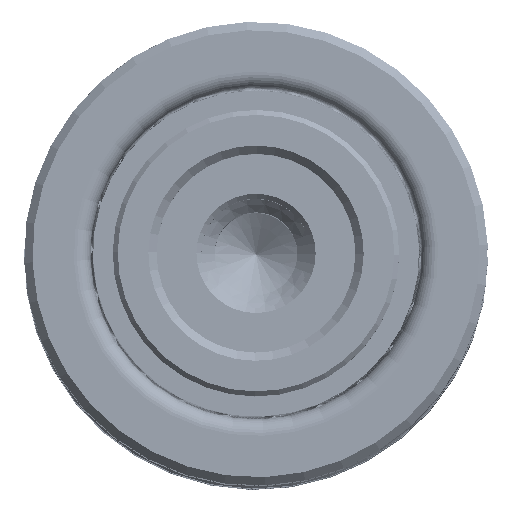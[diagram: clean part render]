
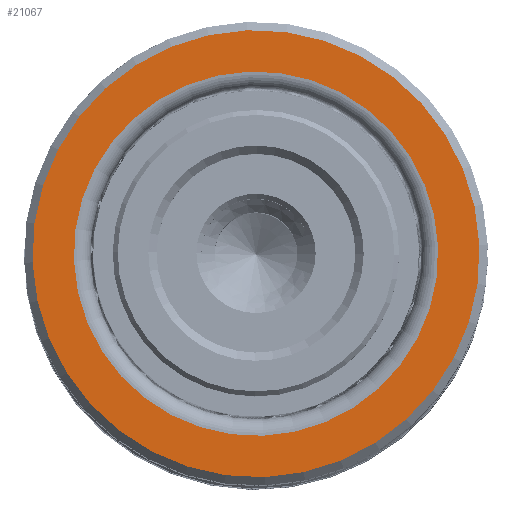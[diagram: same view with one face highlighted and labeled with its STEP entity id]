
A CAD part, top view. The second image highlights one B-rep face of the part: STEP entity #21067.
In plain terms, the highlighted face is planar.
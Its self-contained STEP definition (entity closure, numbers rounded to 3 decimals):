
#1201 = AXIS2_PLACEMENT_3D ( 'NONE', #19876, #2215, #22872 ) ;
#2215 = DIRECTION ( 'NONE',  ( 0., 0., 1. ) ) ;
#3902 = ORIENTED_EDGE ( 'NONE', *, *, #31576, .T. ) ;
#3989 = AXIS2_PLACEMENT_3D ( 'NONE', #11973, #32665, #14939 ) ;
#4534 = EDGE_LOOP ( 'NONE', ( #3902, #20016 ) ) ;
#5066 = DIRECTION ( 'NONE',  ( 0., 0., 1. ) ) ;
#7278 = VERTEX_POINT ( 'NONE', #35427 ) ;
#9128 = VERTEX_POINT ( 'NONE', #18533 ) ;
#9308 = CARTESIAN_POINT ( 'NONE',  ( 13.5, 0., 0. ) ) ;
#10623 = CARTESIAN_POINT ( 'NONE',  ( 0., 0., 0. ) ) ;
#10867 = PLANE ( 'NONE',  #31231 ) ;
#11973 = CARTESIAN_POINT ( 'NONE',  ( 0., 0., 0. ) ) ;
#12841 = EDGE_CURVE ( 'NONE', #31122, #9128, #29735, .T. ) ;
#13439 = CIRCLE ( 'NONE', #3989, 13.5 ) ;
#13613 = DIRECTION ( 'NONE',  ( 1., 0., 0. ) ) ;
#13987 = CIRCLE ( 'NONE', #24992, 13.5 ) ;
#14939 = DIRECTION ( 'NONE',  ( 1., 0., 0. ) ) ;
#16556 = CARTESIAN_POINT ( 'NONE',  ( 0., 0., 0. ) ) ;
#16876 = CARTESIAN_POINT ( 'NONE',  ( 0., 0., 0. ) ) ;
#16944 = ORIENTED_EDGE ( 'NONE', *, *, #17859, .T. ) ;
#17384 = CARTESIAN_POINT ( 'NONE',  ( -11., 0., 0. ) ) ;
#17859 = EDGE_CURVE ( 'NONE', #7278, #33712, #13987, .T. ) ;
#18533 = CARTESIAN_POINT ( 'NONE',  ( 11., 0., 0. ) ) ;
#18625 = CIRCLE ( 'NONE', #28074, 11. ) ;
#19844 = DIRECTION ( 'NONE',  ( 1., 0., 0. ) ) ;
#19876 = CARTESIAN_POINT ( 'NONE',  ( 0., 0., 0. ) ) ;
#19917 = FACE_OUTER_BOUND ( 'NONE', #36793, .T. ) ;
#20016 = ORIENTED_EDGE ( 'NONE', *, *, #12841, .T. ) ;
#21067 = ADVANCED_FACE ( 'NONE', ( #27819, #19917 ), #10867, .F. ) ;
#21774 = EDGE_CURVE ( 'NONE', #33712, #7278, #13439, .T. ) ;
#22872 = DIRECTION ( 'NONE',  ( 1., 0., 0. ) ) ;
#24992 = AXIS2_PLACEMENT_3D ( 'NONE', #16876, #37586, #19844 ) ;
#25758 = DIRECTION ( 'NONE',  ( 1., 0., 0. ) ) ;
#27819 = FACE_BOUND ( 'NONE', #4534, .T. ) ;
#27894 = ORIENTED_EDGE ( 'NONE', *, *, #21774, .T. ) ;
#28074 = AXIS2_PLACEMENT_3D ( 'NONE', #10623, #31337, #13613 ) ;
#29735 = CIRCLE ( 'NONE', #1201, 11. ) ;
#31122 = VERTEX_POINT ( 'NONE', #17384 ) ;
#31231 = AXIS2_PLACEMENT_3D ( 'NONE', #16556, #5066, #25758 ) ;
#31337 = DIRECTION ( 'NONE',  ( 0., 0., 1. ) ) ;
#31576 = EDGE_CURVE ( 'NONE', #9128, #31122, #18625, .T. ) ;
#32665 = DIRECTION ( 'NONE',  ( 0., 0., -1. ) ) ;
#33712 = VERTEX_POINT ( 'NONE', #9308 ) ;
#35427 = CARTESIAN_POINT ( 'NONE',  ( -13.5, 0., 0. ) ) ;
#36793 = EDGE_LOOP ( 'NONE', ( #27894, #16944 ) ) ;
#37586 = DIRECTION ( 'NONE',  ( 0., 0., -1. ) ) ;
